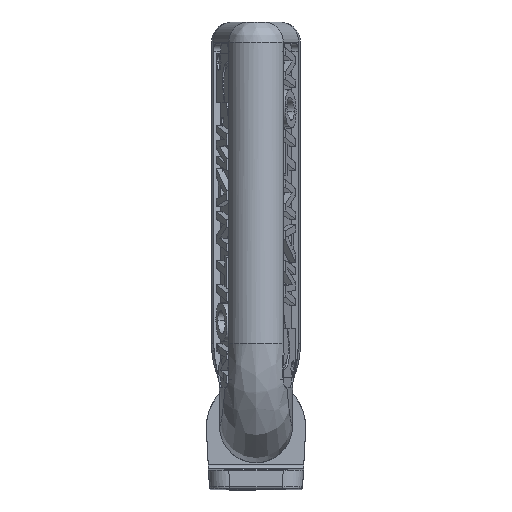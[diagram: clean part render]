
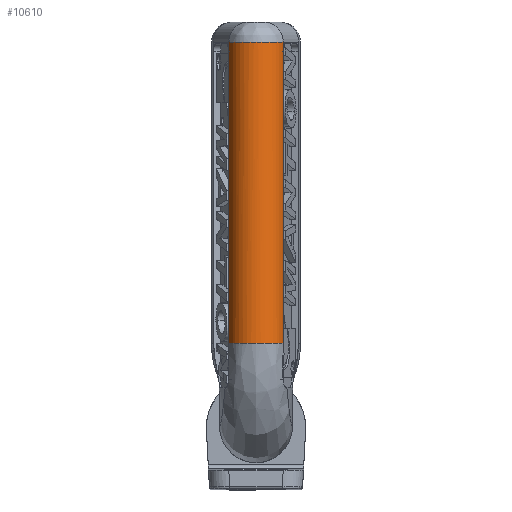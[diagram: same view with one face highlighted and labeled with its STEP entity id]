
A CAD part, top view. The second image highlights one B-rep face of the part: STEP entity #10610.
In plain terms, the highlighted cylindrical face has radius 7 mm (diameter 14 mm), a partial arc.
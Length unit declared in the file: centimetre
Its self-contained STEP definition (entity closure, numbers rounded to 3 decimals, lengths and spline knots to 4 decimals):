
#1256=FACE_OUTER_BOUND('',#1896,.T.);
#1896=EDGE_LOOP('',(#9856,#9857,#9858,#9859,#9860));
#3152=LINE('',#29589,#3990);
#3178=LINE('',#29743,#4016);
#3990=VECTOR('',#13682,1.);
#4016=VECTOR('',#13756,1.);
#4211=CIRCLE('',#11296,0.7);
#4212=CIRCLE('',#11297,0.7);
#4271=CIRCLE('',#11467,0.7);
#5041=VERTEX_POINT('',#28689);
#5042=VERTEX_POINT('',#28694);
#5043=VERTEX_POINT('',#28696);
#5218=VERTEX_POINT('',#29588);
#5244=VERTEX_POINT('',#29741);
#6438=EDGE_CURVE('',#5042,#5041,#4211,.T.);
#6439=EDGE_CURVE('',#5043,#5042,#4212,.T.);
#6703=EDGE_CURVE('',#5043,#5218,#3152,.T.);
#6744=EDGE_CURVE('',#5244,#5041,#3178,.T.);
#6818=EDGE_CURVE('',#5218,#5244,#4271,.T.);
#9856=ORIENTED_EDGE('',*,*,#6439,.T.);
#9857=ORIENTED_EDGE('',*,*,#6438,.T.);
#9858=ORIENTED_EDGE('',*,*,#6744,.F.);
#9859=ORIENTED_EDGE('',*,*,#6818,.F.);
#9860=ORIENTED_EDGE('',*,*,#6703,.F.);
#10046=CYLINDRICAL_SURFACE('',#11466,0.7);
#10610=ADVANCED_FACE('',(#1256),#10046,.T.);
#11296=AXIS2_PLACEMENT_3D('',#28695,#13261,#13262);
#11297=AXIS2_PLACEMENT_3D('',#28697,#13263,#13264);
#11466=AXIS2_PLACEMENT_3D('',#30647,#13851,#13852);
#11467=AXIS2_PLACEMENT_3D('',#30648,#13853,#13854);
#13261=DIRECTION('center_axis',(0.,0.,-1.));
#13262=DIRECTION('ref_axis',(0.964,0.267,0.));
#13263=DIRECTION('center_axis',(0.,0.,-1.));
#13264=DIRECTION('ref_axis',(0.964,0.267,0.));
#13682=DIRECTION('',(0.,0.,-1.));
#13756=DIRECTION('',(0.,0.,1.));
#13851=DIRECTION('center_axis',(0.,0.,-1.));
#13852=DIRECTION('ref_axis',(0.964,0.267,0.));
#13853=DIRECTION('center_axis',(0.,0.,-1.));
#13854=DIRECTION('ref_axis',(0.,1.,0.));
#28689=CARTESIAN_POINT('',(0.6747,1.2867,-2.0545));
#28694=CARTESIAN_POINT('',(0.,1.8,-2.0545));
#28695=CARTESIAN_POINT('Origin',(0.,1.1,-2.0545));
#28696=CARTESIAN_POINT('',(-0.6747,1.2867,-2.0545));
#28697=CARTESIAN_POINT('Origin',(0.,1.1,-2.0545));
#29588=CARTESIAN_POINT('',(-0.6747,1.2867,-9.5));
#29589=CARTESIAN_POINT('',(-0.6747,1.2867,0.));
#29741=CARTESIAN_POINT('',(0.6747,1.2867,-9.5));
#29743=CARTESIAN_POINT('',(0.6747,1.2867,0.));
#30647=CARTESIAN_POINT('Origin',(0.,1.1,0.));
#30648=CARTESIAN_POINT('Origin',(0.,1.1,-9.5));
